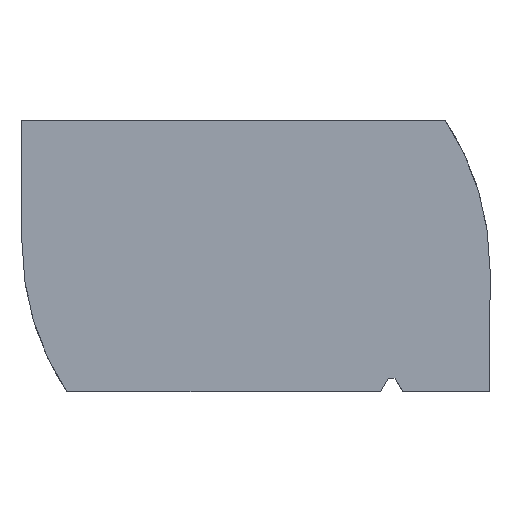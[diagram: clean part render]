
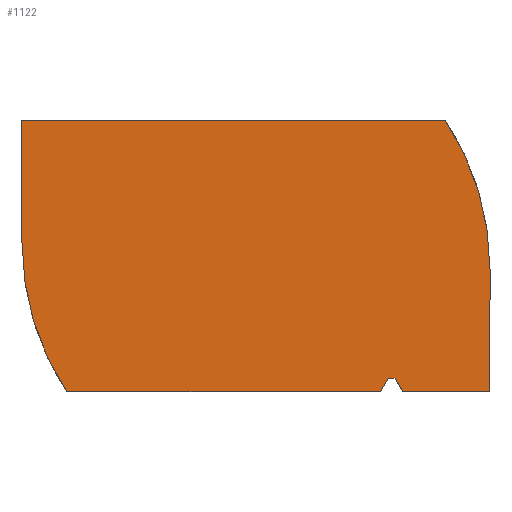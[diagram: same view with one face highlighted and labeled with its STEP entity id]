
A CAD part, front view. The second image highlights one B-rep face of the part: STEP entity #1122.
In plain terms, the highlighted planar face has unit normal (0, -1, 0).
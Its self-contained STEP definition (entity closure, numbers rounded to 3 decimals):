
#5 = AXIS2_PLACEMENT_3D ( 'NONE', #937, #263, #534 ) ;
#6 = VECTOR ( 'NONE', #62, 1000. ) ;
#8 = DIRECTION ( 'NONE',  ( 1., 0., 0. ) ) ;
#25 = LINE ( 'NONE', #157, #1063 ) ;
#28 = ORIENTED_EDGE ( 'NONE', *, *, #1141, .F. ) ;
#46 = CARTESIAN_POINT ( 'NONE',  ( 9.75, 0., -9. ) ) ;
#61 = VERTEX_POINT ( 'NONE', #726 ) ;
#62 = DIRECTION ( 'NONE',  ( 0., 0., -1. ) ) ;
#137 = CARTESIAN_POINT ( 'NONE',  ( 10.25, 0., -9. ) ) ;
#157 = CARTESIAN_POINT ( 'NONE',  ( -13.953, 0., -10. ) ) ;
#166 = CARTESIAN_POINT ( 'NONE',  ( 10.827, 0., -10. ) ) ;
#176 = DIRECTION ( 'NONE',  ( 0., -1., 0. ) ) ;
#190 = ORIENTED_EDGE ( 'NONE', *, *, #1064, .T. ) ;
#220 = AXIS2_PLACEMENT_3D ( 'NONE', #1364, #176, #710 ) ;
#263 = DIRECTION ( 'NONE',  ( 0., 1., 0. ) ) ;
#279 = EDGE_CURVE ( 'NONE', #626, #873, #563, .T. ) ;
#283 = ORIENTED_EDGE ( 'NONE', *, *, #786, .F. ) ;
#290 = ORIENTED_EDGE ( 'NONE', *, *, #279, .T. ) ;
#351 = ORIENTED_EDGE ( 'NONE', *, *, #542, .F. ) ;
#353 = VERTEX_POINT ( 'NONE', #913 ) ;
#368 = CARTESIAN_POINT ( 'NONE',  ( -17.25, 0., 10. ) ) ;
#376 = CARTESIAN_POINT ( 'NONE',  ( -13.953, 0., -10. ) ) ;
#381 = AXIS2_PLACEMENT_3D ( 'NONE', #530, #1315, #1421 ) ;
#404 = CARTESIAN_POINT ( 'NONE',  ( 9.75, 0., -9. ) ) ;
#430 = CARTESIAN_POINT ( 'NONE',  ( 17.25, 0., -1. ) ) ;
#440 = CARTESIAN_POINT ( 'NONE',  ( -17.25, 0., 10. ) ) ;
#452 = DIRECTION ( 'NONE',  ( 0.5, 0., 0.866 ) ) ;
#459 = DIRECTION ( 'NONE',  ( -1., 0., 0. ) ) ;
#502 = DIRECTION ( 'NONE',  ( 0.5, 0., -0.866 ) ) ;
#513 = DIRECTION ( 'NONE',  ( -1., 0., 0. ) ) ;
#520 = EDGE_CURVE ( 'NONE', #1341, #707, #1263, .T. ) ;
#530 = CARTESIAN_POINT ( 'NONE',  ( -2.75, 0., -1. ) ) ;
#534 = DIRECTION ( 'NONE',  ( 0., 0., -1. ) ) ;
#542 = EDGE_CURVE ( 'NONE', #1024, #61, #874, .T. ) ;
#563 = LINE ( 'NONE', #137, #917 ) ;
#565 = EDGE_CURVE ( 'NONE', #61, #1341, #1424, .T. ) ;
#581 = DIRECTION ( 'NONE',  ( 1., 0., 0. ) ) ;
#604 = ORIENTED_EDGE ( 'NONE', *, *, #1584, .F. ) ;
#626 = VERTEX_POINT ( 'NONE', #404 ) ;
#650 = CARTESIAN_POINT ( 'NONE',  ( -17.25, 0., 1. ) ) ;
#707 = VERTEX_POINT ( 'NONE', #1641 ) ;
#709 = LINE ( 'NONE', #430, #6 ) ;
#710 = DIRECTION ( 'NONE',  ( 0., 0., -1. ) ) ;
#726 = CARTESIAN_POINT ( 'NONE',  ( -13.953, 0., -10. ) ) ;
#756 = CARTESIAN_POINT ( 'NONE',  ( 10.827, 0., -10. ) ) ;
#786 = EDGE_CURVE ( 'NONE', #707, #353, #1104, .T. ) ;
#805 = CARTESIAN_POINT ( 'NONE',  ( 9.173, 0., -10. ) ) ;
#813 = FACE_OUTER_BOUND ( 'NONE', #1266, .T. ) ;
#822 = CIRCLE ( 'NONE', #381, 20. ) ;
#855 = ORIENTED_EDGE ( 'NONE', *, *, #520, .F. ) ;
#873 = VERTEX_POINT ( 'NONE', #1016 ) ;
#874 = LINE ( 'NONE', #376, #1384 ) ;
#878 = CARTESIAN_POINT ( 'NONE',  ( 17.25, 0., -10. ) ) ;
#896 = VERTEX_POINT ( 'NONE', #878 ) ;
#913 = CARTESIAN_POINT ( 'NONE',  ( 13.953, 0., 10. ) ) ;
#917 = VECTOR ( 'NONE', #8, 1000. ) ;
#924 = LINE ( 'NONE', #46, #1010 ) ;
#937 = CARTESIAN_POINT ( 'NONE',  ( 2.75, 0., 1. ) ) ;
#956 = PLANE ( 'NONE',  #220 ) ;
#965 = EDGE_CURVE ( 'NONE', #353, #1645, #822, .T. ) ;
#996 = ORIENTED_EDGE ( 'NONE', *, *, #965, .F. ) ;
#1010 = VECTOR ( 'NONE', #452, 1000. ) ;
#1016 = CARTESIAN_POINT ( 'NONE',  ( 10.25, 0., -9. ) ) ;
#1024 = VERTEX_POINT ( 'NONE', #805 ) ;
#1063 = VECTOR ( 'NONE', #459, 1000. ) ;
#1064 = EDGE_CURVE ( 'NONE', #1024, #626, #924, .T. ) ;
#1104 = LINE ( 'NONE', #440, #1373 ) ;
#1122 = ADVANCED_FACE ( 'NONE', ( #813 ), #956, .T. ) ;
#1141 = EDGE_CURVE ( 'NONE', #896, #1589, #25, .T. ) ;
#1150 = ORIENTED_EDGE ( 'NONE', *, *, #1319, .T. ) ;
#1156 = VECTOR ( 'NONE', #1551, 1000. ) ;
#1206 = VECTOR ( 'NONE', #502, 1000. ) ;
#1252 = LINE ( 'NONE', #756, #1206 ) ;
#1263 = LINE ( 'NONE', #368, #1156 ) ;
#1266 = EDGE_LOOP ( 'NONE', ( #1150, #28, #604, #996, #283, #855, #1653, #351, #190, #290 ) ) ;
#1285 = CARTESIAN_POINT ( 'NONE',  ( 17.25, 0., -1. ) ) ;
#1315 = DIRECTION ( 'NONE',  ( 0., 1., 0. ) ) ;
#1319 = EDGE_CURVE ( 'NONE', #873, #1589, #1252, .T. ) ;
#1341 = VERTEX_POINT ( 'NONE', #650 ) ;
#1364 = CARTESIAN_POINT ( 'NONE',  ( 2.75, 0., 1. ) ) ;
#1373 = VECTOR ( 'NONE', #581, 1000. ) ;
#1384 = VECTOR ( 'NONE', #513, 1000. ) ;
#1421 = DIRECTION ( 'NONE',  ( 0., 0., -1. ) ) ;
#1424 = CIRCLE ( 'NONE', #5, 20. ) ;
#1551 = DIRECTION ( 'NONE',  ( 0., 0., 1. ) ) ;
#1584 = EDGE_CURVE ( 'NONE', #1645, #896, #709, .T. ) ;
#1589 = VERTEX_POINT ( 'NONE', #166 ) ;
#1641 = CARTESIAN_POINT ( 'NONE',  ( -17.25, 0., 10. ) ) ;
#1645 = VERTEX_POINT ( 'NONE', #1285 ) ;
#1653 = ORIENTED_EDGE ( 'NONE', *, *, #565, .F. ) ;
